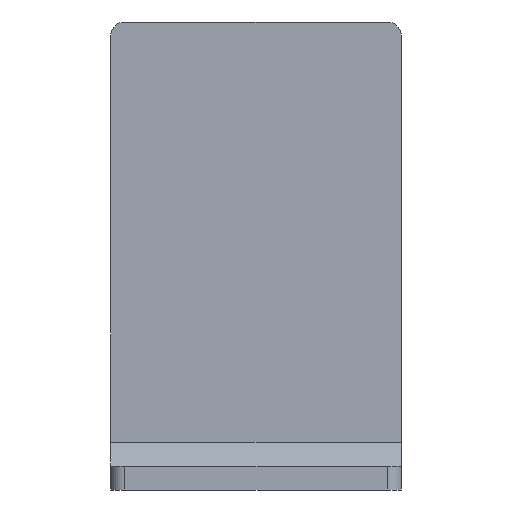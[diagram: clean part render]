
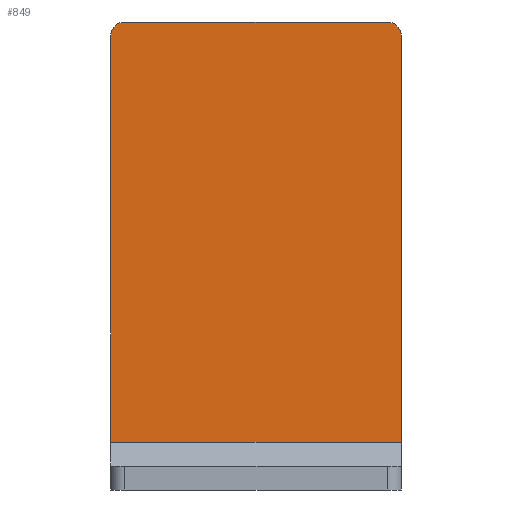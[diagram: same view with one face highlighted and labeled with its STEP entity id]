
A CAD part, left-side view. The second image highlights one B-rep face of the part: STEP entity #849.
In plain terms, the highlighted planar face has unit normal (-1, 0, 0).
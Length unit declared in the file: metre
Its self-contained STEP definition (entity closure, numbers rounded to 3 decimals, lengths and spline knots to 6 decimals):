
#59=LINE('',#1322,#125);
#66=LINE('',#1337,#132);
#94=LINE('',#1443,#160);
#97=LINE('',#1452,#163);
#125=VECTOR('',#1066,1.);
#132=VECTOR('',#1075,1.);
#160=VECTOR('',#1181,1.);
#163=VECTOR('',#1194,1.);
#336=ORIENTED_EDGE('',*,*,#426,.F.);
#337=ORIENTED_EDGE('',*,*,#479,.T.);
#338=ORIENTED_EDGE('',*,*,#419,.F.);
#339=ORIENTED_EDGE('',*,*,#480,.T.);
#340=ORIENTED_EDGE('',*,*,#474,.T.);
#341=ORIENTED_EDGE('',*,*,#481,.T.);
#419=EDGE_CURVE('',#515,#516,#59,.T.);
#426=EDGE_CURVE('',#521,#522,#66,.T.);
#474=EDGE_CURVE('',#561,#560,#94,.T.);
#479=EDGE_CURVE('',#521,#516,#600,.F.);
#480=EDGE_CURVE('',#515,#561,#97,.T.);
#481=EDGE_CURVE('',#560,#522,#601,.F.);
#515=VERTEX_POINT('',#1323);
#516=VERTEX_POINT('',#1324);
#521=VERTEX_POINT('',#1336);
#522=VERTEX_POINT('',#1338);
#560=VERTEX_POINT('',#1442);
#561=VERTEX_POINT('',#1444);
#600=CIRCLE('',#955,0.003);
#601=CIRCLE('',#956,0.003);
#673=EDGE_LOOP('',(#336,#337,#338,#339,#340,#341));
#761=FACE_BOUND('',#673,.T.);
#797=PLANE('',#954);
#849=ADVANCED_FACE('',(#761),#797,.F.);
#954=AXIS2_PLACEMENT_3D('',#1450,#1190,#1191);
#955=AXIS2_PLACEMENT_3D('',#1451,#1192,#1193);
#956=AXIS2_PLACEMENT_3D('',#1453,#1195,#1196);
#1066=DIRECTION('',(0.,0.,1.));
#1075=DIRECTION('',(0.,-1.,0.));
#1181=DIRECTION('',(0.,0.,1.));
#1190=DIRECTION('',(1.,0.,0.));
#1191=DIRECTION('',(0.,1.,0.));
#1192=DIRECTION('',(1.,0.,0.));
#1193=DIRECTION('',(0.,0.,-1.));
#1194=DIRECTION('',(0.,-1.,0.));
#1195=DIRECTION('',(1.,0.,0.));
#1196=DIRECTION('',(0.,0.,-1.));
#1322=CARTESIAN_POINT('',(-0.0035,0.030456,0.0465));
#1323=CARTESIAN_POINT('',(-0.0035,0.030456,0.005));
#1324=CARTESIAN_POINT('',(-0.0035,0.030456,0.09));
#1336=CARTESIAN_POINT('',(-0.0035,0.027456,0.093));
#1337=CARTESIAN_POINT('',(-0.0035,0.,0.093));
#1338=CARTESIAN_POINT('',(-0.0035,-0.027457,0.093));
#1442=CARTESIAN_POINT('',(-0.0035,-0.030457,0.09));
#1443=CARTESIAN_POINT('',(-0.0035,-0.030457,0.0465));
#1444=CARTESIAN_POINT('',(-0.0035,-0.030457,0.005));
#1450=CARTESIAN_POINT('',(-0.0035,0.,0.0465));
#1451=CARTESIAN_POINT('',(-0.0035,0.027456,0.09));
#1452=CARTESIAN_POINT('',(-0.0035,0.,0.005));
#1453=CARTESIAN_POINT('',(-0.0035,-0.027457,0.09));
